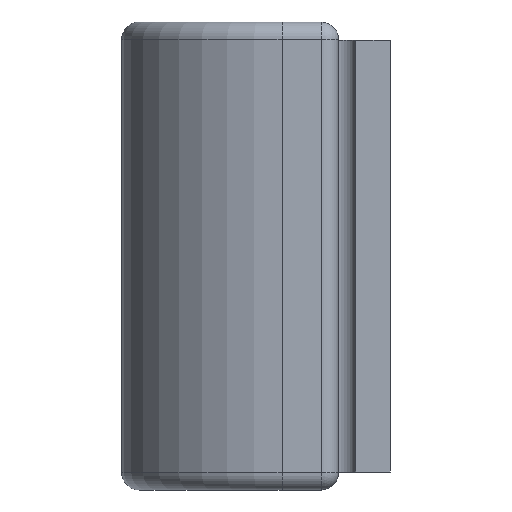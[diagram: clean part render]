
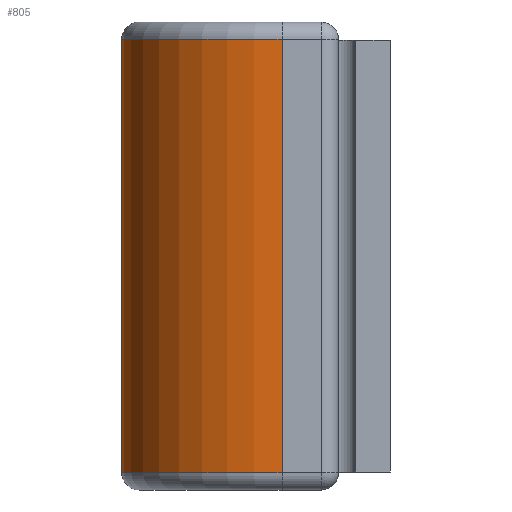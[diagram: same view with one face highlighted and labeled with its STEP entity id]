
A CAD part, left-side view. The second image highlights one B-rep face of the part: STEP entity #805.
In plain terms, the highlighted cylindrical face has radius 7.074 mm (diameter 14.148 mm), a partial arc.
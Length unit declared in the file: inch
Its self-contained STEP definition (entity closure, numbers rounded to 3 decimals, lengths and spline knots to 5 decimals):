
#9 = DIRECTION ( 'NONE',  ( 0., 0., 1. ) ) ;
#70 = DIRECTION ( 'NONE',  ( 0., 0., 1. ) ) ;
#123 = DIRECTION ( 'NONE',  ( 1., 0., 0. ) ) ;
#127 = CARTESIAN_POINT ( 'NONE',  ( 1.03, 0.18775, 0.375 ) ) ;
#175 = ORIENTED_EDGE ( 'NONE', *, *, #795, .F. ) ;
#183 = LINE ( 'NONE', #657, #1758 ) ;
#250 = AXIS2_PLACEMENT_3D ( 'NONE', #127, #434, #1184 ) ;
#286 = EDGE_CURVE ( 'NONE', #802, #1604, #1293, .T. ) ;
#318 = ORIENTED_EDGE ( 'NONE', *, *, #997, .T. ) ;
#331 = VECTOR ( 'NONE', #9, 39.37008 ) ;
#354 = ORIENTED_EDGE ( 'NONE', *, *, #1641, .F. ) ;
#388 = LINE ( 'NONE', #913, #331 ) ;
#434 = DIRECTION ( 'NONE',  ( 0., 0., 1. ) ) ;
#507 = DIRECTION ( 'NONE',  ( 0., 0., 1. ) ) ;
#640 = FACE_OUTER_BOUND ( 'NONE', #1772, .T. ) ;
#657 = CARTESIAN_POINT ( 'NONE',  ( 1.3085, 0.18775, -0.37625 ) ) ;
#711 = VERTEX_POINT ( 'NONE', #1104 ) ;
#795 = EDGE_CURVE ( 'NONE', #1970, #711, #1084, .T. ) ;
#802 = VERTEX_POINT ( 'NONE', #1183 ) ;
#805 = ADVANCED_FACE ( 'NONE', ( #640 ), #1254, .T. ) ;
#913 = CARTESIAN_POINT ( 'NONE',  ( 0.7515, 0.18775, -0.37625 ) ) ;
#966 = ORIENTED_EDGE ( 'NONE', *, *, #286, .T. ) ;
#977 = CARTESIAN_POINT ( 'NONE',  ( 1.03, 0.18775, -0.37625 ) ) ;
#997 = EDGE_CURVE ( 'NONE', #1604, #711, #388, .T. ) ;
#1024 = DIRECTION ( 'NONE',  ( 0., 0., 1. ) ) ;
#1084 = CIRCLE ( 'NONE', #1646, 0.2785 ) ;
#1104 = CARTESIAN_POINT ( 'NONE',  ( 0.7515, 0.18775, 0.37625 ) ) ;
#1135 = DIRECTION ( 'NONE',  ( 1., 0., 0. ) ) ;
#1183 = CARTESIAN_POINT ( 'NONE',  ( 1.3085, 0.18775, -0.37625 ) ) ;
#1184 = DIRECTION ( 'NONE',  ( 1., 0., 0. ) ) ;
#1254 = CYLINDRICAL_SURFACE ( 'NONE', #250, 0.2785 ) ;
#1293 = CIRCLE ( 'NONE', #1840, 0.2785 ) ;
#1604 = VERTEX_POINT ( 'NONE', #1860 ) ;
#1641 = EDGE_CURVE ( 'NONE', #802, #1970, #183, .T. ) ;
#1646 = AXIS2_PLACEMENT_3D ( 'NONE', #1953, #1024, #123 ) ;
#1748 = CARTESIAN_POINT ( 'NONE',  ( 1.3085, 0.18775, 0.37625 ) ) ;
#1758 = VECTOR ( 'NONE', #507, 39.37008 ) ;
#1772 = EDGE_LOOP ( 'NONE', ( #354, #966, #318, #175 ) ) ;
#1840 = AXIS2_PLACEMENT_3D ( 'NONE', #977, #70, #1135 ) ;
#1860 = CARTESIAN_POINT ( 'NONE',  ( 0.7515, 0.18775, -0.37625 ) ) ;
#1953 = CARTESIAN_POINT ( 'NONE',  ( 1.03, 0.18775, 0.37625 ) ) ;
#1970 = VERTEX_POINT ( 'NONE', #1748 ) ;
